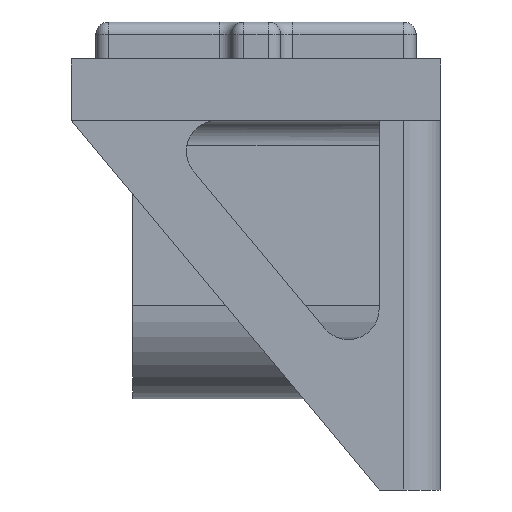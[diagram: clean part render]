
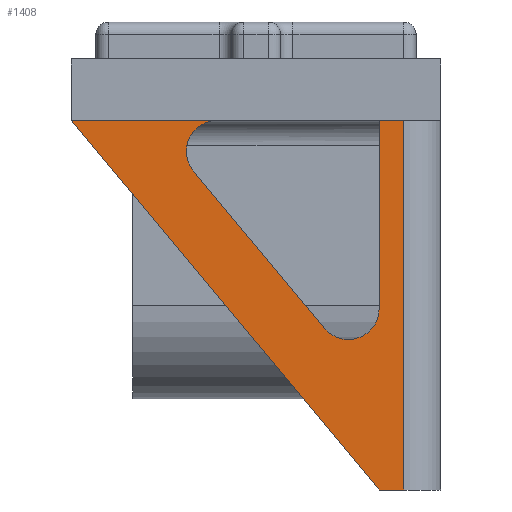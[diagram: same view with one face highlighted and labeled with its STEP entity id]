
A CAD part, front view. The second image highlights one B-rep face of the part: STEP entity #1408.
In plain terms, the highlighted planar face has unit normal (0, -1, 0).
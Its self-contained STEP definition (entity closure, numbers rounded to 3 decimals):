
#15 = DIRECTION ( 'NONE',  ( 0., 0., 1. ) ) ;
#81 = ORIENTED_EDGE ( 'NONE', *, *, #2443, .T. ) ;
#121 = CARTESIAN_POINT ( 'NONE',  ( 11.846, 0., 0. ) ) ;
#176 = AXIS2_PLACEMENT_3D ( 'NONE', #3787, #4416, #3384 ) ;
#243 = AXIS2_PLACEMENT_3D ( 'NONE', #2035, #3457, #3079 ) ;
#247 = VECTOR ( 'NONE', #3092, 1000. ) ;
#268 = CARTESIAN_POINT ( 'NONE',  ( 22.5, 0., -15.285 ) ) ;
#278 = FACE_OUTER_BOUND ( 'NONE', #2781, .T. ) ;
#343 = EDGE_CURVE ( 'NONE', #1988, #844, #1778, .T. ) ;
#364 = CARTESIAN_POINT ( 'NONE',  ( 27., 0., -30. ) ) ;
#405 = CARTESIAN_POINT ( 'NONE',  ( 0., 0., 0. ) ) ;
#509 = ORIENTED_EDGE ( 'NONE', *, *, #3288, .T. ) ;
#515 = EDGE_CURVE ( 'NONE', #4119, #2477, #2482, .T. ) ;
#555 = CARTESIAN_POINT ( 'NONE',  ( 25., 0., -30. ) ) ;
#605 = VECTOR ( 'NONE', #2844, 1000. ) ;
#762 = VECTOR ( 'NONE', #879, 1000. ) ;
#822 = VECTOR ( 'NONE', #3107, 1000. ) ;
#844 = VERTEX_POINT ( 'NONE', #1990 ) ;
#879 = DIRECTION ( 'NONE',  ( 0.64, 0., -0.768 ) ) ;
#963 = EDGE_CURVE ( 'NONE', #1988, #2477, #2061, .T. ) ;
#1035 = ORIENTED_EDGE ( 'NONE', *, *, #515, .T. ) ;
#1061 = CIRCLE ( 'NONE', #176, 2.5 ) ;
#1121 = EDGE_CURVE ( 'NONE', #844, #1326, #2521, .T. ) ;
#1150 = ORIENTED_EDGE ( 'NONE', *, *, #4074, .T. ) ;
#1297 = DIRECTION ( 'NONE',  ( 0., 0., 1. ) ) ;
#1326 = VERTEX_POINT ( 'NONE', #4524 ) ;
#1408 = ADVANCED_FACE ( 'NONE', ( #278 ), #4203, .F. ) ;
#1518 = ORIENTED_EDGE ( 'NONE', *, *, #963, .F. ) ;
#1725 = ORIENTED_EDGE ( 'NONE', *, *, #1768, .T. ) ;
#1768 = EDGE_CURVE ( 'NONE', #2064, #1893, #2050, .T. ) ;
#1778 = CIRCLE ( 'NONE', #2146, 2.5 ) ;
#1893 = VERTEX_POINT ( 'NONE', #405 ) ;
#1988 = VERTEX_POINT ( 'NONE', #2043 ) ;
#1990 = CARTESIAN_POINT ( 'NONE',  ( 20.579, 0., -16.885 ) ) ;
#2028 = VECTOR ( 'NONE', #2631, 1000. ) ;
#2035 = CARTESIAN_POINT ( 'NONE',  ( 0., 0., -30. ) ) ;
#2043 = CARTESIAN_POINT ( 'NONE',  ( 25., 0., -15.285 ) ) ;
#2050 = LINE ( 'NONE', #4496, #247 ) ;
#2061 = LINE ( 'NONE', #4171, #822 ) ;
#2064 = VERTEX_POINT ( 'NONE', #121 ) ;
#2121 = LINE ( 'NONE', #364, #3400 ) ;
#2146 = AXIS2_PLACEMENT_3D ( 'NONE', #268, #2638, #1297 ) ;
#2235 = CARTESIAN_POINT ( 'NONE',  ( 27., 0., 0. ) ) ;
#2346 = LINE ( 'NONE', #3762, #2028 ) ;
#2443 = EDGE_CURVE ( 'NONE', #1326, #2064, #1061, .T. ) ;
#2448 = EDGE_CURVE ( 'NONE', #3218, #3737, #2346, .T. ) ;
#2477 = VERTEX_POINT ( 'NONE', #3690 ) ;
#2482 = LINE ( 'NONE', #4195, #605 ) ;
#2521 = LINE ( 'NONE', #4341, #3180 ) ;
#2631 = DIRECTION ( 'NONE',  ( -1., 0., 0. ) ) ;
#2638 = DIRECTION ( 'NONE',  ( 0., 1., 0. ) ) ;
#2781 = EDGE_LOOP ( 'NONE', ( #3931, #1150, #1035, #1518, #4039, #2991, #81, #1725, #509 ) ) ;
#2844 = DIRECTION ( 'NONE',  ( -1., 0., 0. ) ) ;
#2991 = ORIENTED_EDGE ( 'NONE', *, *, #1121, .T. ) ;
#3013 = LINE ( 'NONE', #3731, #762 ) ;
#3079 = DIRECTION ( 'NONE',  ( 0., 0., 1. ) ) ;
#3092 = DIRECTION ( 'NONE',  ( -1., 0., 0. ) ) ;
#3107 = DIRECTION ( 'NONE',  ( 0., 0., 1. ) ) ;
#3180 = VECTOR ( 'NONE', #3956, 1000. ) ;
#3218 = VERTEX_POINT ( 'NONE', #4037 ) ;
#3288 = EDGE_CURVE ( 'NONE', #1893, #3737, #3013, .T. ) ;
#3384 = DIRECTION ( 'NONE',  ( 0., 0., 1. ) ) ;
#3400 = VECTOR ( 'NONE', #15, 1000. ) ;
#3457 = DIRECTION ( 'NONE',  ( 0., 1., 0. ) ) ;
#3690 = CARTESIAN_POINT ( 'NONE',  ( 25., 0., 0. ) ) ;
#3731 = CARTESIAN_POINT ( 'NONE',  ( 0., 0., 0. ) ) ;
#3737 = VERTEX_POINT ( 'NONE', #555 ) ;
#3762 = CARTESIAN_POINT ( 'NONE',  ( 0., 0., -30. ) ) ;
#3787 = CARTESIAN_POINT ( 'NONE',  ( 11.846, 0., -2.5 ) ) ;
#3931 = ORIENTED_EDGE ( 'NONE', *, *, #2448, .F. ) ;
#3956 = DIRECTION ( 'NONE',  ( -0.64, 0., 0.768 ) ) ;
#4037 = CARTESIAN_POINT ( 'NONE',  ( 27., 0., -30. ) ) ;
#4039 = ORIENTED_EDGE ( 'NONE', *, *, #343, .T. ) ;
#4074 = EDGE_CURVE ( 'NONE', #3218, #4119, #2121, .T. ) ;
#4119 = VERTEX_POINT ( 'NONE', #2235 ) ;
#4171 = CARTESIAN_POINT ( 'NONE',  ( 25., 0., -30. ) ) ;
#4195 = CARTESIAN_POINT ( 'NONE',  ( 0., 0., 0. ) ) ;
#4203 = PLANE ( 'NONE',  #243 ) ;
#4341 = CARTESIAN_POINT ( 'NONE',  ( 25., 0., -22.19 ) ) ;
#4416 = DIRECTION ( 'NONE',  ( 0., 1., 0. ) ) ;
#4496 = CARTESIAN_POINT ( 'NONE',  ( 6.509, 0., 0. ) ) ;
#4524 = CARTESIAN_POINT ( 'NONE',  ( 9.926, 0., -4.1 ) ) ;
